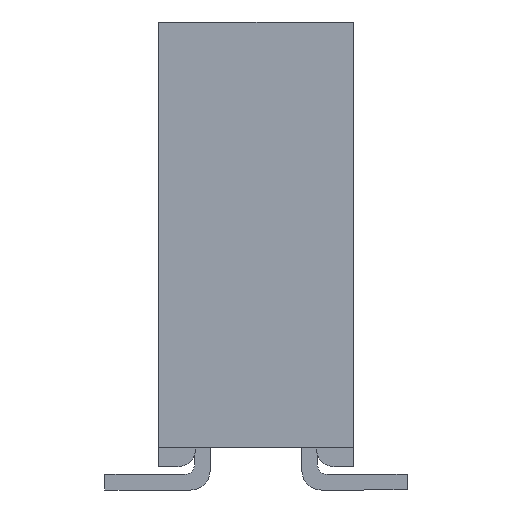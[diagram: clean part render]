
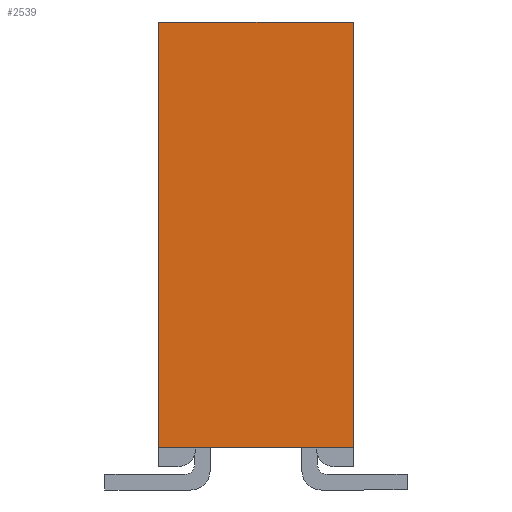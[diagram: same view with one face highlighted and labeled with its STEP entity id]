
A CAD part, left-side view. The second image highlights one B-rep face of the part: STEP entity #2539.
In plain terms, the highlighted planar face has unit normal (-1, 0, 0).
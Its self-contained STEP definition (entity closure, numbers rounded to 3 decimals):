
#2539 = ADVANCED_FACE('',(#2540),#2574,.F.);
#2540 = FACE_BOUND('',#2541,.T.);
#2541 = EDGE_LOOP('',(#2542,#2552,#2560,#2568));
#2542 = ORIENTED_EDGE('',*,*,#2543,.T.);
#2543 = EDGE_CURVE('',#2544,#2546,#2548,.T.);
#2544 = VERTEX_POINT('',#2545);
#2545 = CARTESIAN_POINT('',(-8.382,5.791,-1.27));
#2546 = VERTEX_POINT('',#2547);
#2547 = CARTESIAN_POINT('',(-8.382,0.254,-1.27));
#2548 = LINE('',#2549,#2550);
#2549 = CARTESIAN_POINT('',(-8.382,5.791,-1.27));
#2550 = VECTOR('',#2551,1.);
#2551 = DIRECTION('',(0.,-1.,0.));
#2552 = ORIENTED_EDGE('',*,*,#2553,.T.);
#2553 = EDGE_CURVE('',#2546,#2554,#2556,.T.);
#2554 = VERTEX_POINT('',#2555);
#2555 = CARTESIAN_POINT('',(-8.382,0.254,1.27));
#2556 = LINE('',#2557,#2558);
#2557 = CARTESIAN_POINT('',(-8.382,0.254,-0.787));
#2558 = VECTOR('',#2559,1.);
#2559 = DIRECTION('',(0.,0.,1.));
#2560 = ORIENTED_EDGE('',*,*,#2561,.F.);
#2561 = EDGE_CURVE('',#2562,#2554,#2564,.T.);
#2562 = VERTEX_POINT('',#2563);
#2563 = CARTESIAN_POINT('',(-8.382,5.791,1.27));
#2564 = LINE('',#2565,#2566);
#2565 = CARTESIAN_POINT('',(-8.382,5.791,1.27));
#2566 = VECTOR('',#2567,1.);
#2567 = DIRECTION('',(0.,-1.,0.));
#2568 = ORIENTED_EDGE('',*,*,#2569,.F.);
#2569 = EDGE_CURVE('',#2544,#2562,#2570,.T.);
#2570 = LINE('',#2571,#2572);
#2571 = CARTESIAN_POINT('',(-8.382,5.791,-1.27));
#2572 = VECTOR('',#2573,1.);
#2573 = DIRECTION('',(0.,0.,1.));
#2574 = PLANE('',#2575);
#2575 = AXIS2_PLACEMENT_3D('',#2576,#2577,#2578);
#2576 = CARTESIAN_POINT('',(-8.382,5.791,-1.27));
#2577 = DIRECTION('',(1.,0.,0.));
#2578 = DIRECTION('',(0.,0.,-1.));
